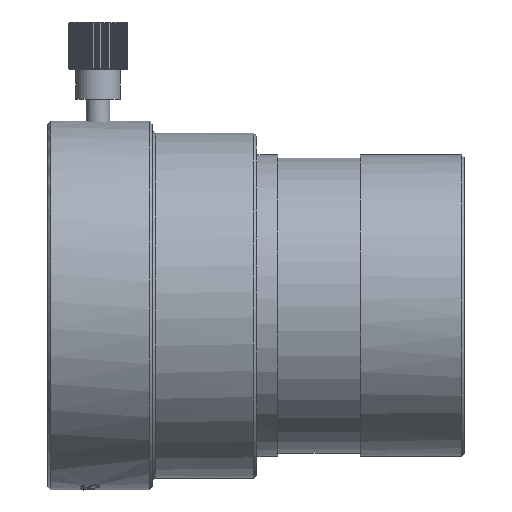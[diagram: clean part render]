
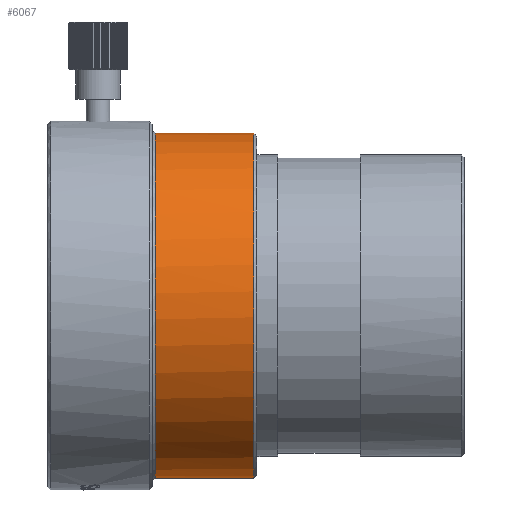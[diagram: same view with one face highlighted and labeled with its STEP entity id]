
A CAD part, top view. The second image highlights one B-rep face of the part: STEP entity #6067.
In plain terms, the highlighted free-form (B-spline) face has degree [2, 1] with [9, 2] control points.
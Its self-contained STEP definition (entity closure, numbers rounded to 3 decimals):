
#6024 = VERTEX_POINT('',#6025);
#6025 = CARTESIAN_POINT('',(32.931,27.522,
    0.));
#6030 = EDGE_CURVE('',#6024,#6031,#6033,.T.);
#6031 = VERTEX_POINT('',#6032);
#6032 = CARTESIAN_POINT('',(32.931,-27.522,
    0.));
#6033 = ( BOUNDED_CURVE() B_SPLINE_CURVE(2,(#6034,#6035,#6036,#6037,
#6038),.UNSPECIFIED.,.F.,.F.) B_SPLINE_CURVE_WITH_KNOTS((3,2,3),(
    3.142,4.712,6.283),
.PIECEWISE_BEZIER_KNOTS.) CURVE() GEOMETRIC_REPRESENTATION_ITEM() 
RATIONAL_B_SPLINE_CURVE((1.,0.707,1.,0.707,1.)) 
REPRESENTATION_ITEM('') );
#6034 = CARTESIAN_POINT('',(32.931,27.522,
    0.));
#6035 = CARTESIAN_POINT('',(32.931,27.522,
    27.522));
#6036 = CARTESIAN_POINT('',(32.931,0.,
    27.522));
#6037 = CARTESIAN_POINT('',(32.931,-27.522,
    27.522));
#6038 = CARTESIAN_POINT('',(32.931,-27.522,
    0.));
#6040 = EDGE_CURVE('',#6031,#6024,#6041,.T.);
#6041 = ( BOUNDED_CURVE() B_SPLINE_CURVE(2,(#6042,#6043,#6044,#6045,
#6046),.UNSPECIFIED.,.F.,.F.) B_SPLINE_CURVE_WITH_KNOTS((3,2,3),(0.,
1.571,3.142),.PIECEWISE_BEZIER_KNOTS.) CURVE() 
GEOMETRIC_REPRESENTATION_ITEM() RATIONAL_B_SPLINE_CURVE((1.,
0.707,1.,0.707,1.)) REPRESENTATION_ITEM('') );
#6042 = CARTESIAN_POINT('',(32.931,-27.522,0.));
#6043 = CARTESIAN_POINT('',(32.931,-27.522,
    -27.522));
#6044 = CARTESIAN_POINT('',(32.931,0.,
    -27.522));
#6045 = CARTESIAN_POINT('',(32.931,27.522,
    -27.522));
#6046 = CARTESIAN_POINT('',(32.931,27.522,
    0.));
#6067 = ADVANCED_FACE('',(#6068),#6098,.T.);
#6068 = FACE_BOUND('',#6069,.T.);
#6069 = EDGE_LOOP('',(#6070,#6071,#6072,#6079,#6089,#6097));
#6070 = ORIENTED_EDGE('',*,*,#6030,.F.);
#6071 = ORIENTED_EDGE('',*,*,#6040,.F.);
#6072 = ORIENTED_EDGE('',*,*,#6073,.T.);
#6073 = EDGE_CURVE('',#6031,#6074,#6076,.T.);
#6074 = VERTEX_POINT('',#6075);
#6075 = CARTESIAN_POINT('',(17.177,-27.522,
    0.));
#6076 = B_SPLINE_CURVE_WITH_KNOTS('',1,(#6077,#6078),.UNSPECIFIED.,.F.,
  .F.,(2,2),(-8.3,8.3),.PIECEWISE_BEZIER_KNOTS.);
#6077 = CARTESIAN_POINT('',(32.931,-27.522,
    0.));
#6078 = CARTESIAN_POINT('',(17.177,-27.522,
    0.));
#6079 = ORIENTED_EDGE('',*,*,#6080,.F.);
#6080 = EDGE_CURVE('',#6081,#6074,#6083,.T.);
#6081 = VERTEX_POINT('',#6082);
#6082 = CARTESIAN_POINT('',(17.177,27.522,
    0.));
#6083 = ( BOUNDED_CURVE() B_SPLINE_CURVE(2,(#6084,#6085,#6086,#6087,
#6088),.UNSPECIFIED.,.F.,.F.) B_SPLINE_CURVE_WITH_KNOTS((3,2,3),(
    3.142,4.712,6.283),
.PIECEWISE_BEZIER_KNOTS.) CURVE() GEOMETRIC_REPRESENTATION_ITEM() 
RATIONAL_B_SPLINE_CURVE((1.,0.707,1.,0.707,1.)) 
REPRESENTATION_ITEM('') );
#6084 = CARTESIAN_POINT('',(17.177,27.522,
    0.));
#6085 = CARTESIAN_POINT('',(17.177,27.522,
    -27.522));
#6086 = CARTESIAN_POINT('',(17.177,0.,
    -27.522));
#6087 = CARTESIAN_POINT('',(17.177,-27.522,
    -27.522));
#6088 = CARTESIAN_POINT('',(17.177,-27.522,
    0.));
#6089 = ORIENTED_EDGE('',*,*,#6090,.F.);
#6090 = EDGE_CURVE('',#6074,#6081,#6091,.T.);
#6091 = ( BOUNDED_CURVE() B_SPLINE_CURVE(2,(#6092,#6093,#6094,#6095,
#6096),.UNSPECIFIED.,.F.,.F.) B_SPLINE_CURVE_WITH_KNOTS((3,2,3),(0.,
1.571,3.142),.PIECEWISE_BEZIER_KNOTS.) CURVE() 
GEOMETRIC_REPRESENTATION_ITEM() RATIONAL_B_SPLINE_CURVE((1.,
0.707,1.,0.707,1.)) REPRESENTATION_ITEM('') );
#6092 = CARTESIAN_POINT('',(17.177,-27.522,0.));
#6093 = CARTESIAN_POINT('',(17.177,-27.522,
    27.522));
#6094 = CARTESIAN_POINT('',(17.177,0.,
    27.522));
#6095 = CARTESIAN_POINT('',(17.177,27.522,
    27.522));
#6096 = CARTESIAN_POINT('',(17.177,27.522,
    0.));
#6097 = ORIENTED_EDGE('',*,*,#6073,.F.);
#6098 = ( BOUNDED_SURFACE() B_SPLINE_SURFACE(2,1,(
    (#6099,#6100)
    ,(#6101,#6102)
    ,(#6103,#6104)
    ,(#6105,#6106)
    ,(#6107,#6108)
    ,(#6109,#6110)
    ,(#6111,#6112)
    ,(#6113,#6114)
    ,(#6115,#6116
)),.UNSPECIFIED.,.T.,.F.,.F.) B_SPLINE_SURFACE_WITH_KNOTS((3,2,2,2,3),(2
    ,2),(3.142,4.189,6.283,8.378,
    9.425),(-8.3,8.3),.UNSPECIFIED.) 
GEOMETRIC_REPRESENTATION_ITEM() RATIONAL_B_SPLINE_SURFACE((
    (0.75,0.75)
    ,(0.75,0.75)
    ,(1.,1.)
    ,(0.5,0.5)
    ,(1.,1.)
    ,(0.5,0.5)
    ,(1.,1.)
    ,(0.75,0.75)
,(0.75,0.75))) REPRESENTATION_ITEM('') SURFACE() );
#6099 = CARTESIAN_POINT('',(17.177,-27.522,
    0.));
#6100 = CARTESIAN_POINT('',(32.931,-27.522,
    0.));
#6101 = CARTESIAN_POINT('',(17.177,-27.522,
    -15.89));
#6102 = CARTESIAN_POINT('',(32.931,-27.522,
    -15.89));
#6103 = CARTESIAN_POINT('',(17.177,-13.761,
    -23.835));
#6104 = CARTESIAN_POINT('',(32.931,-13.761,
    -23.835));
#6105 = CARTESIAN_POINT('',(17.177,27.522,
    -47.669));
#6106 = CARTESIAN_POINT('',(32.931,27.522,
    -47.669));
#6107 = CARTESIAN_POINT('',(17.177,27.522,0.));
#6108 = CARTESIAN_POINT('',(32.931,27.522,0.));
#6109 = CARTESIAN_POINT('',(17.177,27.522,
    47.669));
#6110 = CARTESIAN_POINT('',(32.931,27.522,
    47.669));
#6111 = CARTESIAN_POINT('',(17.177,-13.761,
    23.835));
#6112 = CARTESIAN_POINT('',(32.931,-13.761,
    23.835));
#6113 = CARTESIAN_POINT('',(17.177,-27.522,
    15.89));
#6114 = CARTESIAN_POINT('',(32.931,-27.522,
    15.89));
#6115 = CARTESIAN_POINT('',(17.177,-27.522,
    0.));
#6116 = CARTESIAN_POINT('',(32.931,-27.522,
    0.));
